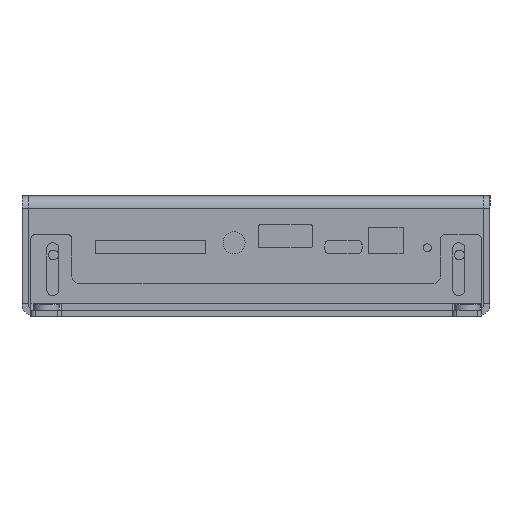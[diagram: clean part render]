
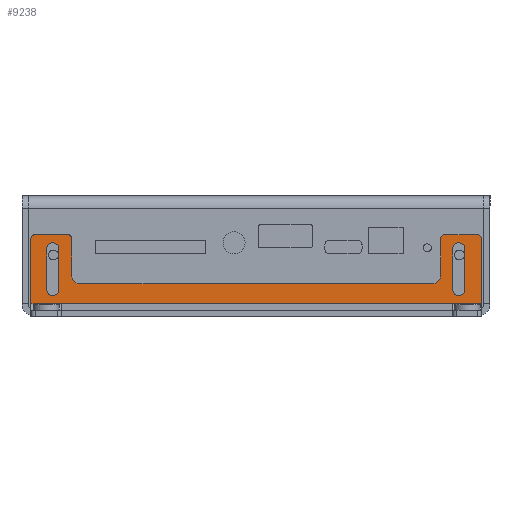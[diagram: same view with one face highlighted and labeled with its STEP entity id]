
A CAD part, left-side view. The second image highlights one B-rep face of the part: STEP entity #9238.
In plain terms, the highlighted face is planar.
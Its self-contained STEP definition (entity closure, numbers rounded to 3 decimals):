
#667=FACE_BOUND('',#1901,.T.);
#668=FACE_BOUND('',#1902,.T.);
#839=PLANE('',#10183);
#1282=FACE_OUTER_BOUND('',#1900,.T.);
#1900=EDGE_LOOP('',(#7709,#7710,#7711,#7712,#7713,#7714,#7715,#7716,#7717,
#7718,#7719,#7720,#7721,#7722,#7723,#7724,#7725,#7726,#7727,#7728,#7729,
#7730));
#1901=EDGE_LOOP('',(#7731,#7732,#7733,#7734));
#1902=EDGE_LOOP('',(#7735,#7736,#7737,#7738));
#2614=LINE('',#14491,#3381);
#2618=LINE('',#14501,#3385);
#2621=LINE('',#14509,#3388);
#2625=LINE('',#14521,#3392);
#2653=LINE('',#14606,#3420);
#2671=LINE('',#14655,#3438);
#2673=LINE('',#14659,#3440);
#2674=LINE('',#14661,#3441);
#2675=LINE('',#14663,#3442);
#2676=LINE('',#14665,#3443);
#2677=LINE('',#14667,#3444);
#2678=LINE('',#14669,#3445);
#2679=LINE('',#14671,#3446);
#2680=LINE('',#14673,#3447);
#2681=LINE('',#14675,#3448);
#2682=LINE('',#14677,#3449);
#2683=LINE('',#14681,#3450);
#2684=LINE('',#14685,#3451);
#2685=LINE('',#14689,#3452);
#2686=LINE('',#14691,#3453);
#3381=VECTOR('',#11971,10.);
#3385=VECTOR('',#11983,10.);
#3388=VECTOR('',#11988,10.);
#3392=VECTOR('',#12000,10.);
#3420=VECTOR('',#12082,10.);
#3438=VECTOR('',#12118,10.);
#3440=VECTOR('',#12122,10.);
#3441=VECTOR('',#12123,10.);
#3442=VECTOR('',#12124,10.);
#3443=VECTOR('',#12125,10.);
#3444=VECTOR('',#12126,10.);
#3445=VECTOR('',#12127,10.);
#3446=VECTOR('',#12128,10.);
#3447=VECTOR('',#12129,10.);
#3448=VECTOR('',#12130,10.);
#3449=VECTOR('',#12131,10.);
#3450=VECTOR('',#12134,10.);
#3451=VECTOR('',#12137,10.);
#3452=VECTOR('',#12140,10.);
#3453=VECTOR('',#12143,10.);
#3923=CIRCLE('',#10136,1.5);
#3925=CIRCLE('',#10140,1.5);
#3927=CIRCLE('',#10145,1.5);
#3929=CIRCLE('',#10149,1.5);
#3940=CIRCLE('',#10171,1.);
#3947=CIRCLE('',#10181,1.);
#3948=CIRCLE('',#10184,1.);
#3949=CIRCLE('',#10185,1.);
#3950=CIRCLE('',#10186,2.);
#3951=CIRCLE('',#10187,2.);
#4493=VERTEX_POINT('',#14482);
#4494=VERTEX_POINT('',#14484);
#4496=VERTEX_POINT('',#14490);
#4498=VERTEX_POINT('',#14496);
#4501=VERTEX_POINT('',#14506);
#4502=VERTEX_POINT('',#14508);
#4504=VERTEX_POINT('',#14514);
#4506=VERTEX_POINT('',#14520);
#4531=VERTEX_POINT('',#14593);
#4532=VERTEX_POINT('',#14594);
#4536=VERTEX_POINT('',#14604);
#4556=VERTEX_POINT('',#14648);
#4557=VERTEX_POINT('',#14650);
#4558=VERTEX_POINT('',#14654);
#4559=VERTEX_POINT('',#14658);
#4560=VERTEX_POINT('',#14660);
#4561=VERTEX_POINT('',#14662);
#4562=VERTEX_POINT('',#14664);
#4563=VERTEX_POINT('',#14666);
#4564=VERTEX_POINT('',#14668);
#4565=VERTEX_POINT('',#14670);
#4566=VERTEX_POINT('',#14672);
#4567=VERTEX_POINT('',#14674);
#4568=VERTEX_POINT('',#14676);
#4569=VERTEX_POINT('',#14678);
#4570=VERTEX_POINT('',#14680);
#4571=VERTEX_POINT('',#14682);
#4572=VERTEX_POINT('',#14684);
#4573=VERTEX_POINT('',#14686);
#4574=VERTEX_POINT('',#14688);
#5573=EDGE_CURVE('',#4494,#4493,#3923,.T.);
#5576=EDGE_CURVE('',#4496,#4494,#2614,.T.);
#5579=EDGE_CURVE('',#4498,#4496,#3925,.T.);
#5582=EDGE_CURVE('',#4493,#4498,#2618,.T.);
#5585=EDGE_CURVE('',#4502,#4501,#2621,.T.);
#5588=EDGE_CURVE('',#4504,#4502,#3927,.T.);
#5591=EDGE_CURVE('',#4506,#4504,#2625,.T.);
#5594=EDGE_CURVE('',#4501,#4506,#3929,.T.);
#5627=EDGE_CURVE('',#4531,#4532,#3940,.T.);
#5633=EDGE_CURVE('',#4536,#4531,#2653,.T.);
#5655=EDGE_CURVE('',#4556,#4557,#3947,.T.);
#5657=EDGE_CURVE('',#4558,#4557,#2671,.T.);
#5659=EDGE_CURVE('',#4536,#4559,#2673,.T.);
#5660=EDGE_CURVE('',#4559,#4560,#2674,.T.);
#5661=EDGE_CURVE('',#4560,#4561,#2675,.T.);
#5662=EDGE_CURVE('',#4561,#4562,#2676,.T.);
#5663=EDGE_CURVE('',#4562,#4563,#2677,.T.);
#5664=EDGE_CURVE('',#4563,#4564,#2678,.T.);
#5665=EDGE_CURVE('',#4564,#4565,#2679,.T.);
#5666=EDGE_CURVE('',#4565,#4566,#2680,.T.);
#5667=EDGE_CURVE('',#4566,#4567,#2681,.T.);
#5668=EDGE_CURVE('',#4568,#4567,#2682,.T.);
#5669=EDGE_CURVE('',#4569,#4568,#3948,.T.);
#5670=EDGE_CURVE('',#4570,#4569,#2683,.T.);
#5671=EDGE_CURVE('',#4571,#4570,#3949,.T.);
#5672=EDGE_CURVE('',#4571,#4572,#2684,.T.);
#5673=EDGE_CURVE('',#4573,#4572,#3950,.T.);
#5674=EDGE_CURVE('',#4573,#4574,#2685,.T.);
#5675=EDGE_CURVE('',#4558,#4574,#3951,.T.);
#5676=EDGE_CURVE('',#4532,#4556,#2686,.T.);
#7709=ORIENTED_EDGE('',*,*,#5627,.F.);
#7710=ORIENTED_EDGE('',*,*,#5633,.F.);
#7711=ORIENTED_EDGE('',*,*,#5659,.T.);
#7712=ORIENTED_EDGE('',*,*,#5660,.T.);
#7713=ORIENTED_EDGE('',*,*,#5661,.T.);
#7714=ORIENTED_EDGE('',*,*,#5662,.T.);
#7715=ORIENTED_EDGE('',*,*,#5663,.T.);
#7716=ORIENTED_EDGE('',*,*,#5664,.T.);
#7717=ORIENTED_EDGE('',*,*,#5665,.T.);
#7718=ORIENTED_EDGE('',*,*,#5666,.T.);
#7719=ORIENTED_EDGE('',*,*,#5667,.T.);
#7720=ORIENTED_EDGE('',*,*,#5668,.F.);
#7721=ORIENTED_EDGE('',*,*,#5669,.F.);
#7722=ORIENTED_EDGE('',*,*,#5670,.F.);
#7723=ORIENTED_EDGE('',*,*,#5671,.F.);
#7724=ORIENTED_EDGE('',*,*,#5672,.T.);
#7725=ORIENTED_EDGE('',*,*,#5673,.F.);
#7726=ORIENTED_EDGE('',*,*,#5674,.T.);
#7727=ORIENTED_EDGE('',*,*,#5675,.F.);
#7728=ORIENTED_EDGE('',*,*,#5657,.T.);
#7729=ORIENTED_EDGE('',*,*,#5655,.F.);
#7730=ORIENTED_EDGE('',*,*,#5676,.F.);
#7731=ORIENTED_EDGE('',*,*,#5579,.T.);
#7732=ORIENTED_EDGE('',*,*,#5576,.T.);
#7733=ORIENTED_EDGE('',*,*,#5573,.T.);
#7734=ORIENTED_EDGE('',*,*,#5582,.T.);
#7735=ORIENTED_EDGE('',*,*,#5591,.T.);
#7736=ORIENTED_EDGE('',*,*,#5588,.T.);
#7737=ORIENTED_EDGE('',*,*,#5585,.T.);
#7738=ORIENTED_EDGE('',*,*,#5594,.T.);
#9238=ADVANCED_FACE('',(#1282,#667,#668),#839,.T.);
#10136=AXIS2_PLACEMENT_3D('',#14485,#11965,#11966);
#10140=AXIS2_PLACEMENT_3D('',#14497,#11977,#11978);
#10145=AXIS2_PLACEMENT_3D('',#14515,#11994,#11995);
#10149=AXIS2_PLACEMENT_3D('',#14525,#12006,#12007);
#10171=AXIS2_PLACEMENT_3D('',#14595,#12072,#12073);
#10181=AXIS2_PLACEMENT_3D('',#14651,#12113,#12114);
#10183=AXIS2_PLACEMENT_3D('',#14657,#12120,#12121);
#10184=AXIS2_PLACEMENT_3D('',#14679,#12132,#12133);
#10185=AXIS2_PLACEMENT_3D('',#14683,#12135,#12136);
#10186=AXIS2_PLACEMENT_3D('',#14687,#12138,#12139);
#10187=AXIS2_PLACEMENT_3D('',#14690,#12141,#12142);
#11965=DIRECTION('center_axis',(0.,0.,-1.));
#11966=DIRECTION('ref_axis',(1.,0.,0.));
#11971=DIRECTION('',(0.,1.,0.));
#11977=DIRECTION('center_axis',(0.,0.,-1.));
#11978=DIRECTION('ref_axis',(1.,0.,0.));
#11983=DIRECTION('',(0.,-1.,0.));
#11988=DIRECTION('',(0.,-1.,0.));
#11994=DIRECTION('center_axis',(0.,0.,-1.));
#11995=DIRECTION('ref_axis',(1.,0.,0.));
#12000=DIRECTION('',(0.,1.,0.));
#12006=DIRECTION('center_axis',(0.,0.,-1.));
#12007=DIRECTION('ref_axis',(1.,0.,0.));
#12072=DIRECTION('center_axis',(0.,0.,-1.));
#12073=DIRECTION('ref_axis',(0.707,-0.707,0.));
#12082=DIRECTION('',(0.,-1.,0.));
#12113=DIRECTION('center_axis',(0.,0.,-1.));
#12114=DIRECTION('ref_axis',(-0.707,-0.707,0.));
#12118=DIRECTION('',(0.,-1.,0.));
#12120=DIRECTION('center_axis',(0.,0.,1.));
#12121=DIRECTION('ref_axis',(1.,0.,0.));
#12122=DIRECTION('',(-1.,0.,0.));
#12123=DIRECTION('',(0.,-1.,0.));
#12124=DIRECTION('',(-1.,0.,0.));
#12125=DIRECTION('',(0.,1.,0.));
#12126=DIRECTION('',(-1.,0.,0.));
#12127=DIRECTION('',(0.,-1.,0.));
#12128=DIRECTION('',(-1.,0.,0.));
#12129=DIRECTION('',(0.,1.,0.));
#12130=DIRECTION('',(-1.,0.,0.));
#12131=DIRECTION('',(0.,1.,0.));
#12132=DIRECTION('center_axis',(0.,0.,-1.));
#12133=DIRECTION('ref_axis',(-0.707,-0.707,0.));
#12134=DIRECTION('',(-1.,0.,0.));
#12135=DIRECTION('center_axis',(0.,0.,-1.));
#12136=DIRECTION('ref_axis',(0.707,-0.707,0.));
#12137=DIRECTION('',(0.,1.,0.));
#12138=DIRECTION('center_axis',(0.,0.,1.));
#12139=DIRECTION('ref_axis',(-0.707,0.707,0.));
#12140=DIRECTION('',(1.,0.,0.));
#12141=DIRECTION('center_axis',(0.,0.,1.));
#12142=DIRECTION('ref_axis',(0.707,0.707,0.));
#12143=DIRECTION('',(-1.,0.,0.));
#14482=CARTESIAN_POINT('',(51.4,3.5,1.5));
#14484=CARTESIAN_POINT('',(48.4,3.5,1.5));
#14485=CARTESIAN_POINT('Origin',(49.9,3.5,1.5));
#14490=CARTESIAN_POINT('',(48.4,-6.5,1.5));
#14491=CARTESIAN_POINT('',(48.4,-3.25,1.5));
#14496=CARTESIAN_POINT('',(51.4,-6.5,1.5));
#14497=CARTESIAN_POINT('Origin',(49.9,-6.5,1.5));
#14501=CARTESIAN_POINT('',(51.4,1.75,1.5));
#14506=CARTESIAN_POINT('',(-48.2,-6.5,1.5));
#14508=CARTESIAN_POINT('',(-48.2,3.5,1.5));
#14509=CARTESIAN_POINT('',(-48.2,1.75,1.5));
#14514=CARTESIAN_POINT('',(-51.2,3.5,1.5));
#14515=CARTESIAN_POINT('Origin',(-49.7,3.5,1.5));
#14520=CARTESIAN_POINT('',(-51.2,-6.5,1.5));
#14521=CARTESIAN_POINT('',(-51.2,-3.25,1.5));
#14525=CARTESIAN_POINT('Origin',(-49.7,-6.5,1.5));
#14593=CARTESIAN_POINT('',(55.25,-9.,1.5));
#14594=CARTESIAN_POINT('',(54.25,-10.,1.5));
#14595=CARTESIAN_POINT('Origin',(54.25,-9.,1.5));
#14604=CARTESIAN_POINT('',(55.25,7.,1.5));
#14606=CARTESIAN_POINT('',(55.25,10.,1.5));
#14648=CARTESIAN_POINT('',(46.25,-10.,1.5));
#14650=CARTESIAN_POINT('',(45.25,-9.,1.5));
#14651=CARTESIAN_POINT('Origin',(46.25,-9.,1.5));
#14654=CARTESIAN_POINT('',(45.25,0.,1.5));
#14655=CARTESIAN_POINT('',(45.25,1.,1.5));
#14657=CARTESIAN_POINT('Origin',(0.,0.,
1.5));
#14658=CARTESIAN_POINT('',(47.76,7.,1.5));
#14659=CARTESIAN_POINT('',(23.88,7.,1.5));
#14660=CARTESIAN_POINT('',(47.76,6.99,1.5));
#14661=CARTESIAN_POINT('',(47.76,3.495,1.5));
#14662=CARTESIAN_POINT('',(47.75,6.99,1.5));
#14663=CARTESIAN_POINT('',(23.875,6.99,1.5));
#14664=CARTESIAN_POINT('',(47.75,7.,1.5));
#14665=CARTESIAN_POINT('',(47.75,5.,1.5));
#14666=CARTESIAN_POINT('',(-48.24,7.,1.5));
#14667=CARTESIAN_POINT('',(-24.125,7.,1.5));
#14668=CARTESIAN_POINT('',(-48.24,6.99,1.5));
#14669=CARTESIAN_POINT('',(-48.24,3.495,1.5));
#14670=CARTESIAN_POINT('',(-48.25,6.99,1.5));
#14671=CARTESIAN_POINT('',(-24.125,6.99,1.5));
#14672=CARTESIAN_POINT('',(-48.25,7.,1.5));
#14673=CARTESIAN_POINT('',(-48.25,5.,1.5));
#14674=CARTESIAN_POINT('',(-55.25,7.,1.5));
#14675=CARTESIAN_POINT('',(-27.625,7.,1.5));
#14676=CARTESIAN_POINT('',(-55.25,-9.,1.5));
#14677=CARTESIAN_POINT('',(-55.25,-10.,1.5));
#14678=CARTESIAN_POINT('',(-54.25,-10.,1.5));
#14679=CARTESIAN_POINT('Origin',(-54.25,-9.,1.5));
#14680=CARTESIAN_POINT('',(-46.25,-10.,1.5));
#14681=CARTESIAN_POINT('',(55.25,-10.,1.5));
#14682=CARTESIAN_POINT('',(-45.25,-9.,1.5));
#14683=CARTESIAN_POINT('Origin',(-46.25,-9.,1.5));
#14684=CARTESIAN_POINT('',(-45.25,0.,1.5));
#14685=CARTESIAN_POINT('',(-45.25,-5.,1.5));
#14686=CARTESIAN_POINT('',(-43.25,2.,1.5));
#14687=CARTESIAN_POINT('Origin',(-43.25,0.,1.5));
#14688=CARTESIAN_POINT('',(43.25,2.,1.5));
#14689=CARTESIAN_POINT('',(-22.625,2.,1.5));
#14690=CARTESIAN_POINT('Origin',(43.25,0.,1.5));
#14691=CARTESIAN_POINT('',(55.25,-10.,1.5));
